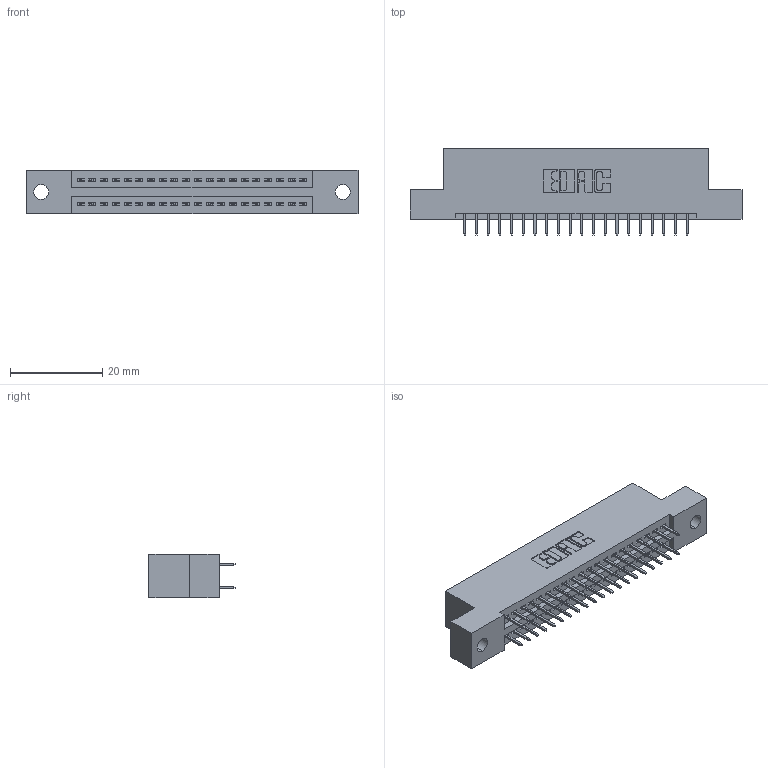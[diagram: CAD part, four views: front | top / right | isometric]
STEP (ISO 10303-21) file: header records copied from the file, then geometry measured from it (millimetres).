
FILE_DESCRIPTION (( 'STEP AP203' ), '1' );
FILE_NAME ('845-040-525-202.STEP', '2020-09-23T04:47:19', ( '' ), ( '' ), 'SwSTEP 2.0', 'SolidWorks 2020', '' );
FILE_SCHEMA (( 'CONFIG_CONTROL_DESIGN' ));
Length unit declared in the file: inch
Products named in the file (3): 845-040-525-202; 845 Part_Flush Mounting Lugs - 0.128 Dia; 345-292-001_345-293-125
Assembly tree (41 placements, depth 2):
  845-040-525-202
    845 Part_Flush Mounting Lugs - 0.128 Dia
    345-292-001_345-293-125  x40
Bounding box: 72.01 x 18.72 x 9.4 mm (x, y, z)
Volume: 6688.3 mm3; surface area: 8989.2 mm2
Topology: 41 solids, 41 shells, 2286 faces, 6461 edges, 4146 vertices
Faces by surface type: plane 1640, cylinder 646
Entity records: 18731 total; most frequent: CARTESIAN_POINT 3160, ORIENTED_EDGE 3094, DIRECTION 2815, EDGE_CURVE 1547, VECTOR 1339, LINE 1339, VERTEX_POINT 1026, AXIS2_PLACEMENT_3D 738
